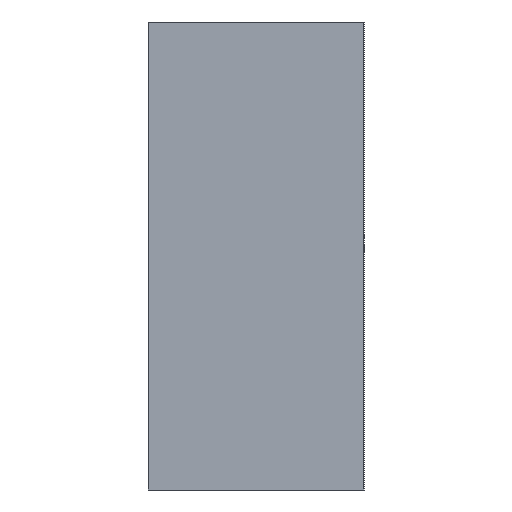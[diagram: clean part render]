
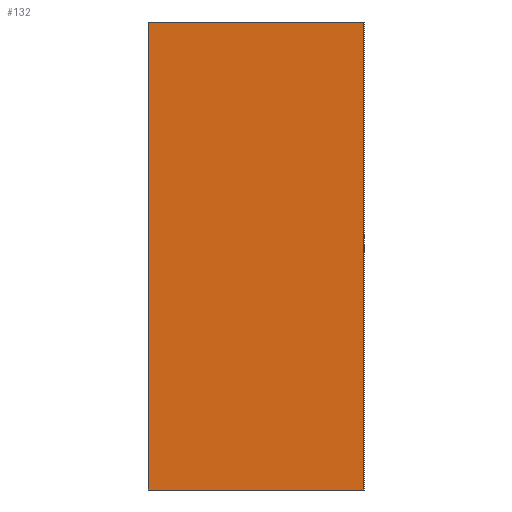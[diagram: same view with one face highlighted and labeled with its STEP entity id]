
A CAD part, left-side view. The second image highlights one B-rep face of the part: STEP entity #132.
In plain terms, the highlighted planar face has unit normal (-1, 0, 0).
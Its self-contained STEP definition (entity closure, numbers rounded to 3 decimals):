
#132=ADVANCED_FACE('',(#172),#150,.T.);
#150=PLANE('',#511);
#172=FACE_OUTER_BOUND('',#194,.T.);
#194=EDGE_LOOP('',(#299,#300,#301,#302));
#299=ORIENTED_EDGE('',*,*,#392,.T.);
#300=ORIENTED_EDGE('',*,*,#390,.T.);
#301=ORIENTED_EDGE('',*,*,#382,.T.);
#302=ORIENTED_EDGE('',*,*,#385,.F.);
#331=VERTEX_POINT('',#728);
#333=VERTEX_POINT('',#731);
#335=VERTEX_POINT('',#737);
#338=VERTEX_POINT('',#747);
#382=EDGE_CURVE('',#333,#331,#428,.T.);
#385=EDGE_CURVE('',#335,#331,#431,.T.);
#390=EDGE_CURVE('',#338,#333,#436,.T.);
#392=EDGE_CURVE('',#335,#338,#438,.T.);
#428=LINE('',#730,#476);
#431=LINE('',#736,#479);
#436=LINE('',#746,#484);
#438=LINE('',#750,#486);
#476=VECTOR('',#587,1.);
#479=VECTOR('',#592,1.);
#484=VECTOR('',#601,1.);
#486=VECTOR('',#605,1.);
#511=AXIS2_PLACEMENT_3D('',#752,#608,#609);
#587=DIRECTION('',(0.,-1.,0.));
#592=DIRECTION('',(0.,0.,-1.));
#601=DIRECTION('',(0.,0.,-1.));
#605=DIRECTION('',(0.,1.,0.));
#608=DIRECTION('',(-1.,0.,0.));
#609=DIRECTION('',(0.,0.,1.));
#728=CARTESIAN_POINT('',(-59.74,-11.,-21.));
#730=CARTESIAN_POINT('',(-59.74,-5.,-21.));
#731=CARTESIAN_POINT('',(-59.74,1.,-21.));
#736=CARTESIAN_POINT('',(-59.74,-11.,5.));
#737=CARTESIAN_POINT('',(-59.74,-11.,5.));
#746=CARTESIAN_POINT('',(-59.74,1.,5.));
#747=CARTESIAN_POINT('',(-59.74,1.,5.));
#750=CARTESIAN_POINT('',(-59.74,-5.,5.));
#752=CARTESIAN_POINT('',(-59.74,-5.,5.));
